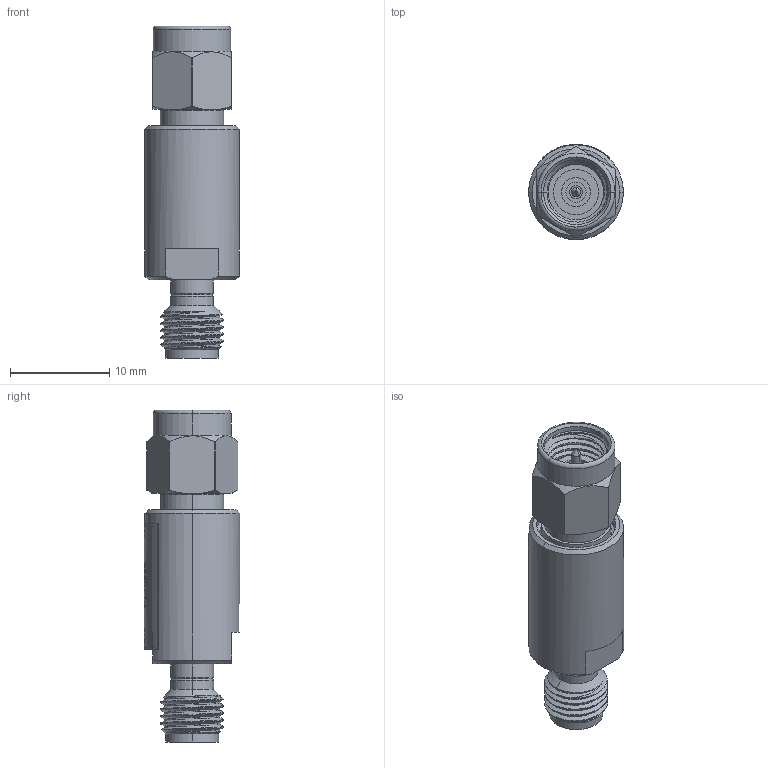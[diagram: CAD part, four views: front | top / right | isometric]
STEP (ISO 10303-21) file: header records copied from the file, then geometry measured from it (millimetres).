
FILE_DESCRIPTION (( 'STEP AP214' ), '1' );
FILE_NAME ('26949960 - FINAL ASSEMBLY SNL.STEP', '2025-01-23T16:55:09', ( '' ), ( '' ), 'SwSTEP 2.0', 'SolidWorks 2024', '' );
FILE_SCHEMA (( 'AUTOMOTIVE_DESIGN' ));
Length unit declared in the file: inch
Products named in the file (13): 2910-01-1.STEP; 2910-01-25-0.STEP; 26949960 - FINAL ASSEMBLY SNL; PL100-371 2.92M-2.92F Barrel MDL.SLDPRT; 2910-01-25.STEP; 27249960 LABEL SNL; 2910-01-20_2910-01-20G.STEP; 1210-22-39_1210-22-39A.STEP; 2910-01-6_2910-01-6A.STEP; 1201-01-34.STEP; 1201-01-17.STEP; 1201-01-13_1201-01-13AL.STEP; 2910-01-19_2910-01-39G.STEP
Assembly tree (12 placements, depth 4):
  26949960 - FINAL ASSEMBLY SNL
    PL100-371 2.92M-2.92F Barrel MDL.SLDPRT
      2910-01-1.STEP
        2910-01-6_2910-01-6A.STEP
        2910-01-25.STEP
        2910-01-25-0.STEP
        2910-01-19_2910-01-39G.STEP
        2910-01-20_2910-01-20G.STEP
        1210-22-39_1210-22-39A.STEP
        1201-01-13_1201-01-13AL.STEP
        1201-01-17.STEP
        1201-01-34.STEP
    27249960 LABEL SNL
Bounding box: 9.53 x 9.58 x 33.38 mm (x, y, z)
Volume: 1208.7 mm3; surface area: 2859.2 mm2
Topology: 14 solids, 14 shells, 359 faces, 1145 edges, 876 vertices
Faces by surface type: cylinder 202, plane 76, cone 59, bspline 12, torus 6, sphere 4
Entity records: 20121 total; most frequent: CARTESIAN_POINT 9769, ORIENTED_EDGE 2274, DIRECTION 1821, EDGE_CURVE 1137, VERTEX_POINT 874, AXIS2_PLACEMENT_3D 732, EDGE_LOOP 445, CIRCLE 368
